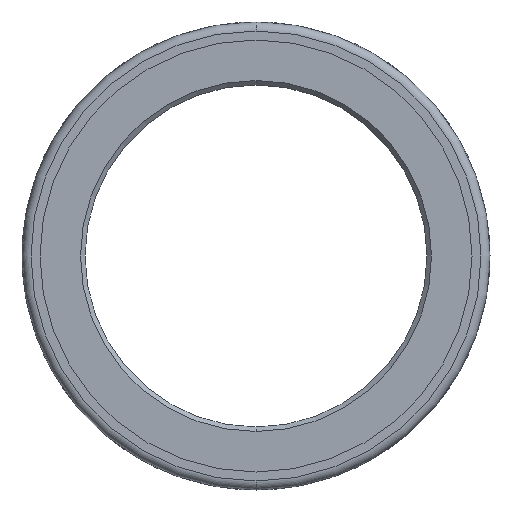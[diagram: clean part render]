
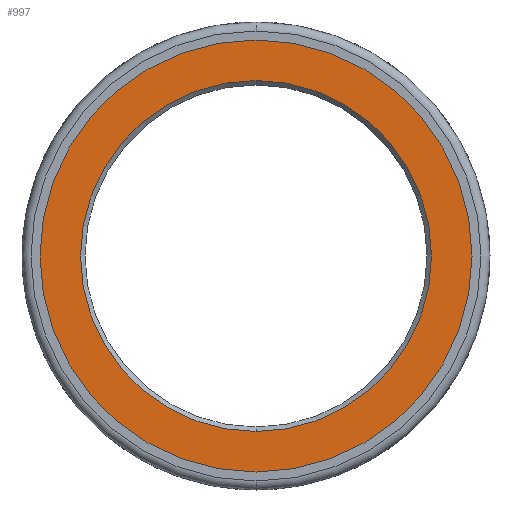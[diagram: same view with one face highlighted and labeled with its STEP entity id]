
A CAD part, front view. The second image highlights one B-rep face of the part: STEP entity #997.
In plain terms, the highlighted planar face has unit normal (0, -1, 0).
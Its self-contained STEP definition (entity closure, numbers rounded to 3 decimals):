
#103 = FACE_OUTER_BOUND ( 'NONE', #1980, .T. ) ;
#108 = CARTESIAN_POINT ( 'NONE',  ( 0., 0., 0. ) ) ;
#166 = DIRECTION ( 'NONE',  ( 0., 0., 1. ) ) ;
#243 = ORIENTED_EDGE ( 'NONE', *, *, #1201, .T. ) ;
#249 = AXIS2_PLACEMENT_3D ( 'NONE', #999, #2443, #348 ) ;
#304 = CIRCLE ( 'NONE', #1765, 19.5 ) ;
#306 = VERTEX_POINT ( 'NONE', #513 ) ;
#348 = DIRECTION ( 'NONE',  ( 0., 0., -1. ) ) ;
#388 = CIRCLE ( 'NONE', #1720, 19.5 ) ;
#419 = CARTESIAN_POINT ( 'NONE',  ( 0., 0., 19.5 ) ) ;
#478 = ORIENTED_EDGE ( 'NONE', *, *, #2074, .T. ) ;
#513 = CARTESIAN_POINT ( 'NONE',  ( 0., 0., 24. ) ) ;
#525 = DIRECTION ( 'NONE',  ( 0., 0., 1. ) ) ;
#531 = DIRECTION ( 'NONE',  ( 0., 1., 0. ) ) ;
#761 = PLANE ( 'NONE',  #789 ) ;
#776 = CARTESIAN_POINT ( 'NONE',  ( 0., 0., -19.5 ) ) ;
#789 = AXIS2_PLACEMENT_3D ( 'NONE', #852, #2003, #166 ) ;
#838 = VERTEX_POINT ( 'NONE', #419 ) ;
#852 = CARTESIAN_POINT ( 'NONE',  ( 0., 0., 0. ) ) ;
#997 = ADVANCED_FACE ( 'NONE', ( #1785, #103 ), #761, .F. ) ;
#999 = CARTESIAN_POINT ( 'NONE',  ( 0., 0., 0. ) ) ;
#1087 = DIRECTION ( 'NONE',  ( 0., 0., 1. ) ) ;
#1148 = CARTESIAN_POINT ( 'NONE',  ( 0., 0., 0. ) ) ;
#1201 = EDGE_CURVE ( 'NONE', #306, #1546, #1340, .T. ) ;
#1304 = EDGE_CURVE ( 'NONE', #2204, #838, #304, .T. ) ;
#1340 = CIRCLE ( 'NONE', #249, 24. ) ;
#1373 = CIRCLE ( 'NONE', #2211, 24. ) ;
#1518 = ORIENTED_EDGE ( 'NONE', *, *, #1304, .T. ) ;
#1546 = VERTEX_POINT ( 'NONE', #2313 ) ;
#1562 = EDGE_CURVE ( 'NONE', #838, #2204, #388, .T. ) ;
#1720 = AXIS2_PLACEMENT_3D ( 'NONE', #1148, #531, #525 ) ;
#1765 = AXIS2_PLACEMENT_3D ( 'NONE', #108, #2329, #1087 ) ;
#1785 = FACE_BOUND ( 'NONE', #2385, .T. ) ;
#1895 = DIRECTION ( 'NONE',  ( 0., 0., -1. ) ) ;
#1980 = EDGE_LOOP ( 'NONE', ( #478, #243 ) ) ;
#2003 = DIRECTION ( 'NONE',  ( 0., 1., 0. ) ) ;
#2072 = ORIENTED_EDGE ( 'NONE', *, *, #1562, .T. ) ;
#2074 = EDGE_CURVE ( 'NONE', #1546, #306, #1373, .T. ) ;
#2204 = VERTEX_POINT ( 'NONE', #776 ) ;
#2211 = AXIS2_PLACEMENT_3D ( 'NONE', #2242, #2275, #1895 ) ;
#2242 = CARTESIAN_POINT ( 'NONE',  ( 0., 0., 0. ) ) ;
#2275 = DIRECTION ( 'NONE',  ( 0., -1., 0. ) ) ;
#2313 = CARTESIAN_POINT ( 'NONE',  ( 0., 0., -24. ) ) ;
#2329 = DIRECTION ( 'NONE',  ( 0., 1., 0. ) ) ;
#2385 = EDGE_LOOP ( 'NONE', ( #1518, #2072 ) ) ;
#2443 = DIRECTION ( 'NONE',  ( 0., -1., 0. ) ) ;
